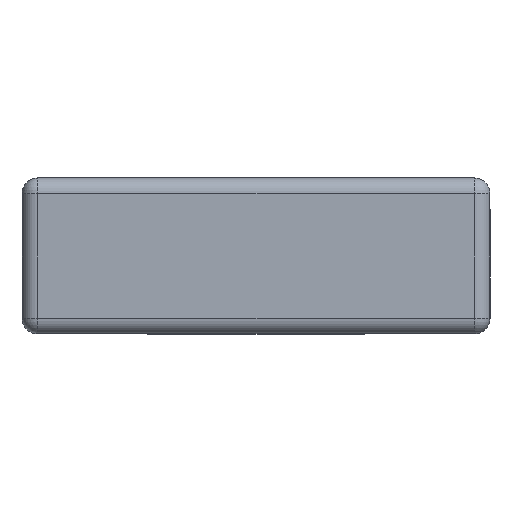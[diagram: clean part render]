
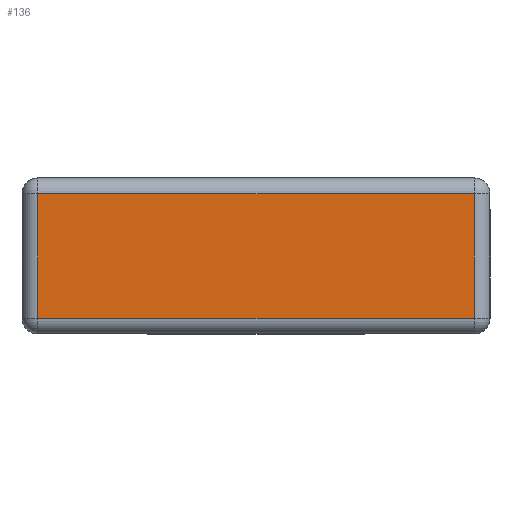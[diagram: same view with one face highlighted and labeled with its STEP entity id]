
A CAD part, left-side view. The second image highlights one B-rep face of the part: STEP entity #136.
In plain terms, the highlighted planar face has unit normal (-1, 0, 0).
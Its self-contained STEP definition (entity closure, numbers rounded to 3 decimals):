
#82=FACE_OUTER_BOUND('',#341,.T.);
#136=ADVANCED_FACE('',(#82),#194,.F.);
#194=PLANE('',#861);
#213=LINE('',#1275,#273);
#214=LINE('',#1278,#274);
#215=LINE('',#1280,#275);
#216=LINE('',#1282,#276);
#273=VECTOR('',#985,1.);
#274=VECTOR('',#986,1.);
#275=VECTOR('',#987,1.);
#276=VECTOR('',#988,1.);
#341=EDGE_LOOP('',(#411,#412,#413,#414));
#411=ORIENTED_EDGE('',*,*,#701,.T.);
#412=ORIENTED_EDGE('',*,*,#702,.T.);
#413=ORIENTED_EDGE('',*,*,#703,.T.);
#414=ORIENTED_EDGE('',*,*,#704,.T.);
#639=VERTEX_POINT('',#1276);
#640=VERTEX_POINT('',#1277);
#641=VERTEX_POINT('',#1279);
#642=VERTEX_POINT('',#1281);
#701=EDGE_CURVE('',#639,#640,#213,.T.);
#702=EDGE_CURVE('',#640,#641,#214,.T.);
#703=EDGE_CURVE('',#641,#642,#215,.T.);
#704=EDGE_CURVE('',#642,#639,#216,.T.);
#861=AXIS2_PLACEMENT_3D('',#1283,#989,#990);
#985=DIRECTION('',(0.,0.,-1.));
#986=DIRECTION('',(0.,-1.,0.));
#987=DIRECTION('',(0.,0.,1.));
#988=DIRECTION('',(0.,1.,0.));
#989=DIRECTION('',(1.,0.,0.));
#990=DIRECTION('',(0.,0.,-1.));
#1275=CARTESIAN_POINT('',(-130.,58.,20.));
#1276=CARTESIAN_POINT('',(-130.,58.,18.));
#1277=CARTESIAN_POINT('',(-130.,58.,2.));
#1278=CARTESIAN_POINT('',(-130.,60.,2.));
#1279=CARTESIAN_POINT('',(-130.,2.,2.));
#1280=CARTESIAN_POINT('',(-130.,2.,20.));
#1281=CARTESIAN_POINT('',(-130.,2.,18.));
#1282=CARTESIAN_POINT('',(-130.,60.,18.));
#1283=CARTESIAN_POINT('',(-130.,60.,20.));
